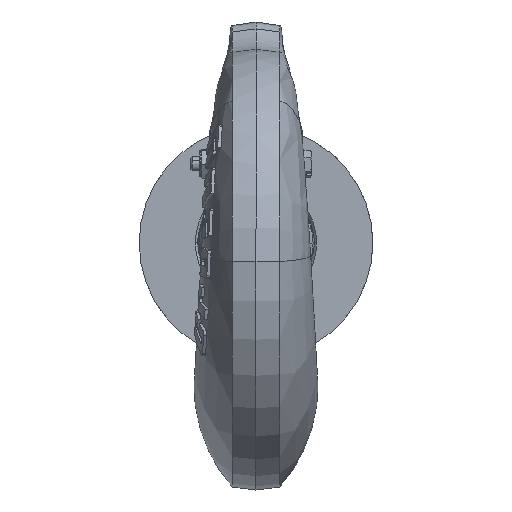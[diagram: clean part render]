
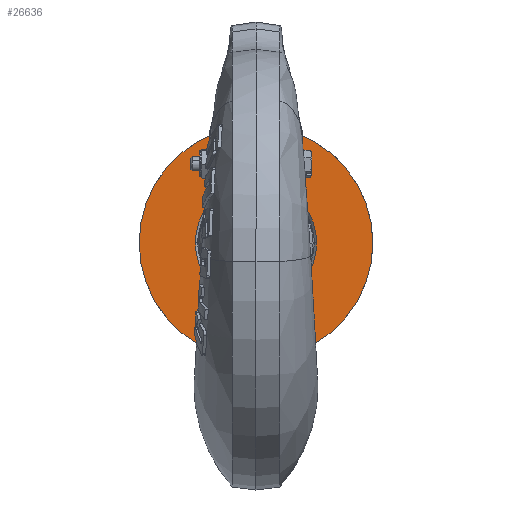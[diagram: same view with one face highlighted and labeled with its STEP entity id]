
A CAD part, front view. The second image highlights one B-rep face of the part: STEP entity #26636.
In plain terms, the highlighted planar face has unit normal (0, -1, 0).
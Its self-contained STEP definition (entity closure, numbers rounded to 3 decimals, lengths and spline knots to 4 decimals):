
#966=CARTESIAN_POINT('',(0.,-5.217,0.));
#967=DIRECTION('',(0.,1.,0.));
#968=DIRECTION('',(-1.,0.,0.));
#969=AXIS2_PLACEMENT_3D('',#966,#967,#968);
#984=CARTESIAN_POINT('',(0.,-5.217,0.));
#985=DIRECTION('',(0.,-1.,0.));
#986=DIRECTION('',(-1.,0.,0.));
#987=AXIS2_PLACEMENT_3D('',#984,#985,#986);
#997=CARTESIAN_POINT('',(0.,-5.217,0.));
#998=DIRECTION('',(0.,1.,0.));
#999=DIRECTION('',(-1.,0.,0.));
#1000=AXIS2_PLACEMENT_3D('',#997,#998,#999);
#14013=CARTESIAN_POINT('',(0.,-5.217,0.));
#14014=DIRECTION('',(0.,1.,0.));
#14015=DIRECTION('',(1.,0.,0.));
#14016=AXIS2_PLACEMENT_3D('',#14013,#14014,#14015);
#23962=CARTESIAN_POINT('',(-1.565,-5.217,0.));
#23964=VERTEX_POINT('',#23962);
#23966=CARTESIAN_POINT('',(1.565,-5.217,0.));
#23968=VERTEX_POINT('',#23966);
#24148=CARTESIAN_POINT('',(0.8125,-5.217,0.));
#24149=CARTESIAN_POINT('',(-0.8125,-5.217,0.));
#24150=VERTEX_POINT('',#24148);
#24151=VERTEX_POINT('',#24149);
#26620=CARTESIAN_POINT('',(0.,-5.217,0.));
#26621=DIRECTION('',(0.,-1.,0.));
#26622=DIRECTION('',(1.,0.,0.));
#26623=AXIS2_PLACEMENT_3D('',#26620,#26621,#26622);
#26624=PLANE('',#26623);
#26626=ORIENTED_EDGE('',*,*,#26625,.F.);
#26628=ORIENTED_EDGE('',*,*,#26627,.T.);
#26629=EDGE_LOOP('',(#26626,#26628));
#26630=FACE_OUTER_BOUND('',#26629,.F.);
#26631=ORIENTED_EDGE('',*,*,#26610,.F.);
#26633=ORIENTED_EDGE('',*,*,#26632,.F.);
#26634=EDGE_LOOP('',(#26631,#26633));
#26635=FACE_BOUND('',#26634,.F.);
#26636=ADVANCED_FACE('',(#26630,#26635),#26624,.T.);
#970=CIRCLE('',#969,0.8125);
#988=CIRCLE('',#987,1.565);
#1001=CIRCLE('',#1000,1.565);
#14017=CIRCLE('',#14016,0.8125);
#26610=EDGE_CURVE('',#24151,#24150,#970,.T.);
#26625=EDGE_CURVE('',#23964,#23968,#988,.T.);
#26627=EDGE_CURVE('',#23964,#23968,#1001,.T.);
#26632=EDGE_CURVE('',#24150,#24151,#14017,.T.);
